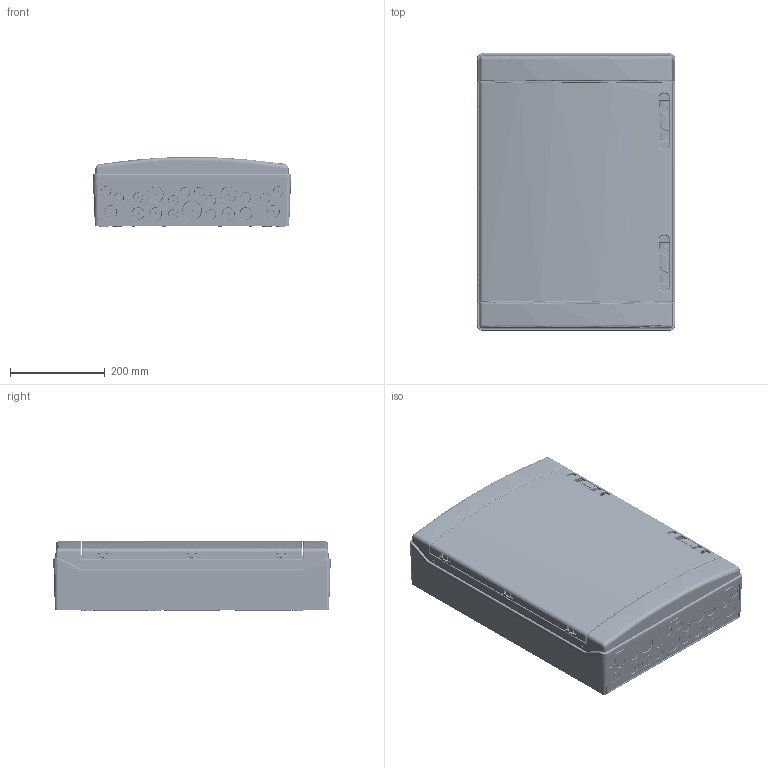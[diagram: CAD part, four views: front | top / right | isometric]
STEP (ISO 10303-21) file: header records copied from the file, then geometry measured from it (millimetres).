
FILE_DESCRIPTION((''),'2;1');
FILE_NAME('MODAB543PN','2018-01-05T',('antti_kumpulainen'),(''),'CREO PARAMETRIC BY PTC INC, 2015290','CREO PARAMETRIC BY PTC INC, 2015290','');
FILE_SCHEMA(('AUTOMOTIVE_DESIGN { 1 0 10303 214 1 1 1 1 }'));
Products named in the file (1): MODAB543PN
Bounding box: 417.7 x 586.2 x 147.75 mm (x, y, z)
Volume: 1720.6 mm3; surface area: 2515641.8 mm2
Topology: 2 solids, 19 shells, 7970 faces, 20604 edges, 12630 vertices
Faces by surface type: plane 3236, cylinder 1803, cone 1172, bspline 1079, torus 453, sphere 168, extrusion 59
Entity records: 417464 total; most frequent: CARTESIAN_POINT 128942, ORIENTED_EDGE 40318, DIRECTION 34527, EDGE_CURVE 20341, PRESENTATION_STYLE_ASSIGNMENT 19257, STYLED_ITEM 15400, VERTEX_POINT 12630, AXIS2_PLACEMENT_3D 11879
